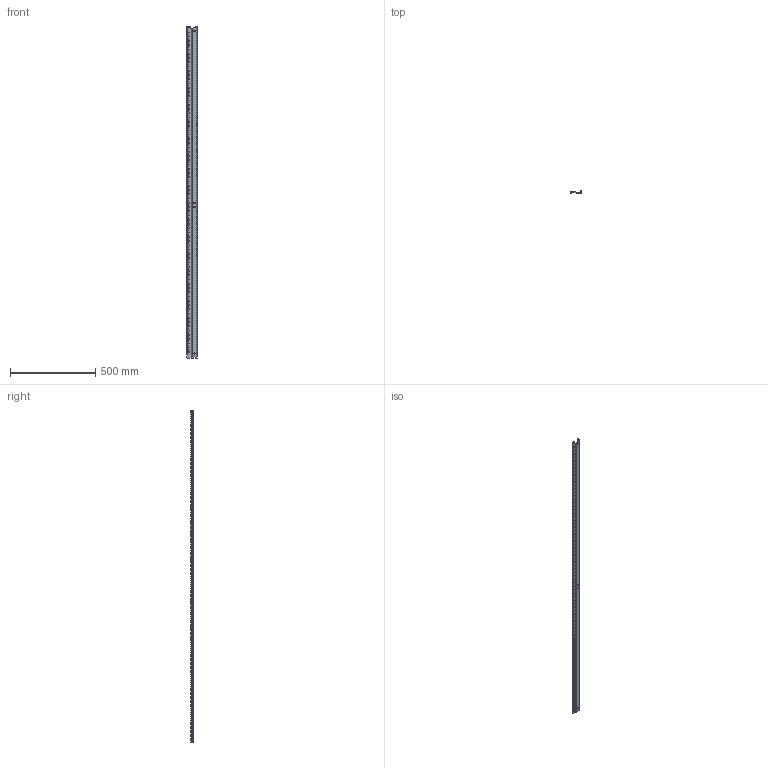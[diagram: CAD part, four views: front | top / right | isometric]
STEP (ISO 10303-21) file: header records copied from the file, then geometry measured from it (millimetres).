
FILE_DESCRIPTION((''),'2;1');
FILE_NAME('WP-A_ASM','2023-02-27T08:14:35',('klemen.sitar'),('Audax d.o.o.'),'CREO PARAMETRIC BY PTC INC, 2021304','CREO PARAMETRIC BY PTC INC, 2021304','');
FILE_SCHEMA(('AP242_MANAGED_MODEL_BASED_3D_ENGINEERING_MIM_LF { 1 0 10303 442 1 1 4 }'));
Length unit declared in the file: millimetre
Products named in the file (2): 001338605_WP_A_12__LEFT_; WP-A_ASM
Assembly tree (1 placements, depth 2):
  WP-A_ASM
    001338605_WP_A_12__LEFT_
Bounding box: 59 x 17 x 1948.5 mm (x, y, z)
Volume: 225019.7 mm3; surface area: 316446.9 mm2
Topology: 1 solids, 1 shells, 817 faces, 2439 edges, 1624 vertices
Faces by surface type: cylinder 784, plane 33
Entity records: 43226 total; most frequent: DIRECTION 5646, CARTESIAN_POINT 4889, ORIENTED_EDGE 4878, PRESENTATION_STYLE_ASSIGNMENT 3257, STYLED_ITEM 3257, CURVE_STYLE 2439, EDGE_CURVE 2439, AXIS2_PLACEMENT_3D 2388
